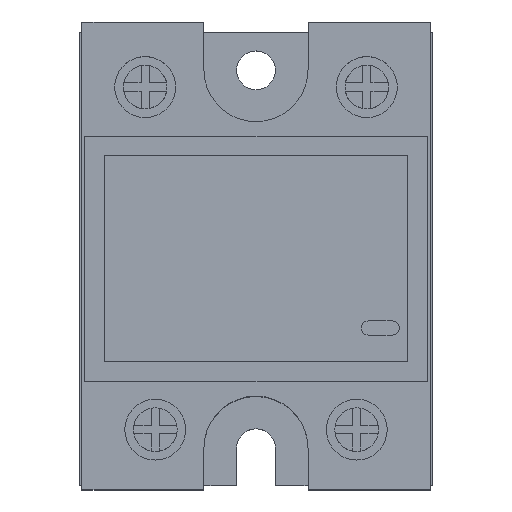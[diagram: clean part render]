
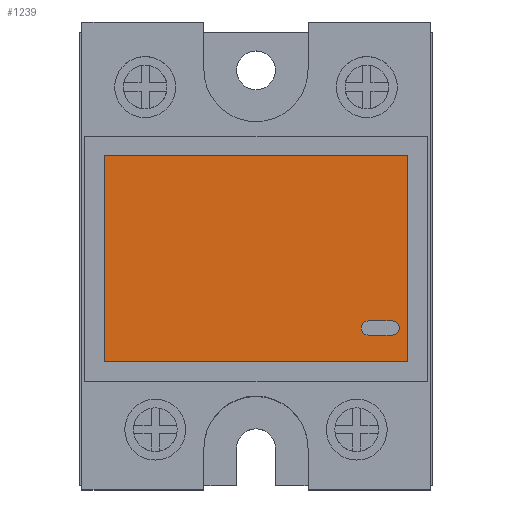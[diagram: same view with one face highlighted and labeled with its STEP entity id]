
A CAD part, top view. The second image highlights one B-rep face of the part: STEP entity #1239.
In plain terms, the highlighted planar face has unit normal (0, 0, 1).
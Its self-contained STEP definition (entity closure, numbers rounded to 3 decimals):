
#323=DIRECTION('',(1.,0.,0.));
#324=VECTOR('',#323,38.281);
#325=CARTESIAN_POINT('',(3.085,16.116,29.23));
#326=LINE('',#325,#324);
#327=DIRECTION('',(0.,-1.,0.));
#328=VECTOR('',#327,25.979);
#329=CARTESIAN_POINT('',(3.085,42.095,29.23));
#330=LINE('',#329,#328);
#331=DIRECTION('',(-1.,0.,0.));
#332=VECTOR('',#331,38.281);
#333=CARTESIAN_POINT('',(41.365,42.095,29.23));
#334=LINE('',#333,#332);
#335=DIRECTION('',(0.,1.,0.));
#336=VECTOR('',#335,25.979);
#337=CARTESIAN_POINT('',(41.365,16.116,29.23));
#338=LINE('',#337,#336);
#339=CARTESIAN_POINT('',(36.373,20.388,29.23));
#340=DIRECTION('',(0.,0.,1.));
#341=DIRECTION('',(0.,1.,0.));
#342=AXIS2_PLACEMENT_3D('',#339,#340,#341);
#344=DIRECTION('',(1.,0.,0.));
#345=VECTOR('',#344,3.023);
#346=CARTESIAN_POINT('',(36.373,19.499,29.23));
#347=LINE('',#346,#345);
#348=CARTESIAN_POINT('',(39.395,20.388,29.23));
#349=DIRECTION('',(0.,0.,1.));
#350=DIRECTION('',(0.,-1.,0.));
#351=AXIS2_PLACEMENT_3D('',#348,#349,#350);
#353=DIRECTION('',(-1.,0.,0.));
#354=VECTOR('',#353,3.023);
#355=CARTESIAN_POINT('',(39.395,21.277,29.23));
#356=LINE('',#355,#354);
#778=CARTESIAN_POINT('',(3.085,16.116,29.23));
#779=CARTESIAN_POINT('',(41.365,16.116,29.23));
#780=VERTEX_POINT('',#778);
#781=VERTEX_POINT('',#779);
#782=CARTESIAN_POINT('',(41.365,42.095,29.23));
#783=VERTEX_POINT('',#782);
#784=CARTESIAN_POINT('',(3.085,42.095,29.23));
#785=VERTEX_POINT('',#784);
#802=CARTESIAN_POINT('',(36.373,21.277,29.23));
#803=CARTESIAN_POINT('',(36.373,19.499,29.23));
#804=VERTEX_POINT('',#802);
#805=VERTEX_POINT('',#803);
#806=CARTESIAN_POINT('',(39.395,19.499,29.23));
#807=VERTEX_POINT('',#806);
#808=CARTESIAN_POINT('',(39.395,21.277,29.23));
#809=VERTEX_POINT('',#808);
#1218=CARTESIAN_POINT('',(0.,0.,29.23));
#1219=DIRECTION('',(0.,0.,1.));
#1220=DIRECTION('',(1.,0.,0.));
#1221=AXIS2_PLACEMENT_3D('',#1218,#1219,#1220);
#1222=PLANE('',#1221);
#1223=ORIENTED_EDGE('',*,*,#1170,.F.);
#1224=ORIENTED_EDGE('',*,*,#1185,.F.);
#1225=ORIENTED_EDGE('',*,*,#1199,.F.);
#1226=ORIENTED_EDGE('',*,*,#1212,.F.);
#1227=EDGE_LOOP('',(#1223,#1224,#1225,#1226));
#1228=FACE_OUTER_BOUND('',#1227,.F.);
#1230=ORIENTED_EDGE('',*,*,#1229,.T.);
#1232=ORIENTED_EDGE('',*,*,#1231,.T.);
#1234=ORIENTED_EDGE('',*,*,#1233,.T.);
#1236=ORIENTED_EDGE('',*,*,#1235,.T.);
#1237=EDGE_LOOP('',(#1230,#1232,#1234,#1236));
#1238=FACE_BOUND('',#1237,.F.);
#343=CIRCLE('',#342,0.889);
#352=CIRCLE('',#351,0.889);
#1170=EDGE_CURVE('',#780,#781,#326,.T.);
#1185=EDGE_CURVE('',#785,#780,#330,.T.);
#1199=EDGE_CURVE('',#783,#785,#334,.T.);
#1212=EDGE_CURVE('',#781,#783,#338,.T.);
#1229=EDGE_CURVE('',#804,#805,#343,.T.);
#1231=EDGE_CURVE('',#805,#807,#347,.T.);
#1233=EDGE_CURVE('',#807,#809,#352,.T.);
#1235=EDGE_CURVE('',#809,#804,#356,.T.);
#1239=ADVANCED_FACE('',(#1228,#1238),#1222,.T.);
